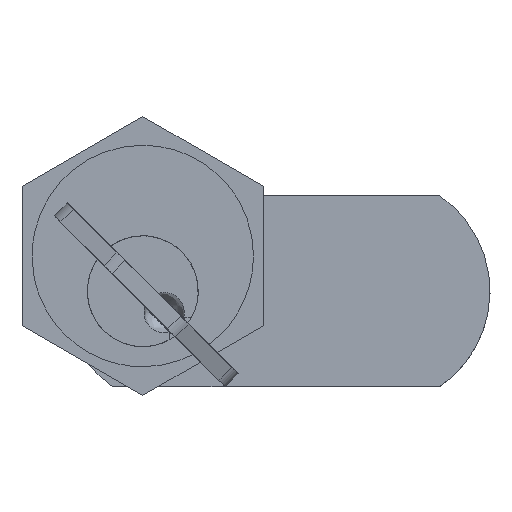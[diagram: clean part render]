
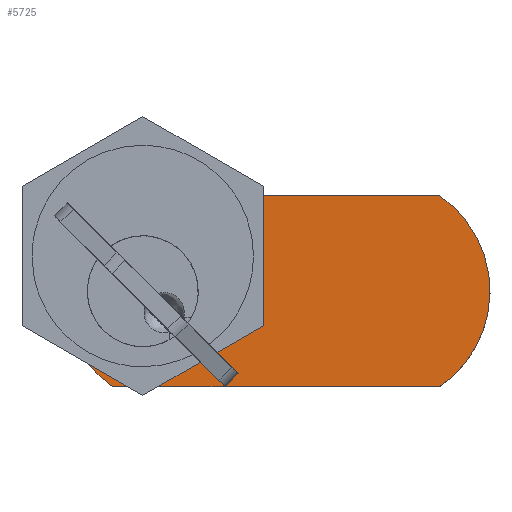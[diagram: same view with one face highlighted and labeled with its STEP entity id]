
A CAD part, front view. The second image highlights one B-rep face of the part: STEP entity #5725.
In plain terms, the highlighted free-form (B-spline) face has degree [1, 1] with [2, 2] control points.
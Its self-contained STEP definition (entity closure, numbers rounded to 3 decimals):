
#5636=CARTESIAN_POINT('',(68.176,-36.623,6.949));
#5637=CARTESIAN_POINT('',(68.176,10.123,6.949));
#5638=CARTESIAN_POINT('',(68.176,-36.623,-13.949));
#5639=CARTESIAN_POINT('',(68.176,10.123,-13.949));
#5640=B_SPLINE_SURFACE_WITH_KNOTS('',1,1,((#5636,#5638),(#5637,#5639)),.UNSPECIFIED.,.F.,.F.,.U.,(2,2),(2,2),(0.0,46.746),(0.0,20.898),.UNSPECIFIED.);
#5641=CARTESIAN_POINT('',(68.176,-29.481,6.));
#5642=VERTEX_POINT('',#5641);
#5643=CARTESIAN_POINT('',(68.176,-29.481,-13.0));
#5644=VERTEX_POINT('',#5643);
#5645=CARTESIAN_POINT('',(68.176,-29.481,6.));
#5646=CARTESIAN_POINT('',(68.176,-30.058,5.606));
#5647=CARTESIAN_POINT('',(68.176,-31.208,4.657));
#5648=CARTESIAN_POINT('',(68.176,-32.489,3.097));
#5649=CARTESIAN_POINT('',(68.176,-33.469,1.371));
#5650=CARTESIAN_POINT('',(68.176,-34.222,-0.625));
#5651=CARTESIAN_POINT('',(68.176,-34.568,-2.886));
#5652=CARTESIAN_POINT('',(68.176,-34.453,-4.9));
#5653=CARTESIAN_POINT('',(68.176,-34.133,-6.5));
#5654=CARTESIAN_POINT('',(68.176,-33.541,-8.272));
#5655=CARTESIAN_POINT('',(68.176,-32.448,-10.214));
#5656=CARTESIAN_POINT('',(68.176,-30.967,-11.872));
#5657=CARTESIAN_POINT('',(68.176,-29.938,-12.688));
#5658=CARTESIAN_POINT('',(68.176,-29.481,-13.0));
#5659=B_SPLINE_CURVE_WITH_KNOTS('',3,(#5645,#5646,#5647,#5648,#5649,#5650,#5651,#5652,#5653,#5654,#5655,#5656,#5657,#5658),.UNSPECIFIED.,.F.,.U.,(4,1,1,1,1,1,1,1,1,1,1,4),(0.,2.096,4.454,6.026,8.035,10.83,12.839,14.062,15.721,18.429,20.7,22.359),.UNSPECIFIED.);
#5660=EDGE_CURVE('',#5642,#5644,#5659,.T.);
#5661=ORIENTED_EDGE('',*,*,#5660,.F.);
#5662=CARTESIAN_POINT('',(68.176,2.981,6.));
#5663=VERTEX_POINT('',#5662);
#5664=CARTESIAN_POINT('',(68.176,2.981,6.));
#5665=CARTESIAN_POINT('',(68.176,-29.481,6.));
#5666=QUASI_UNIFORM_CURVE('',1,(#5664,#5665),.UNSPECIFIED.,.F.,.U.);
#5667=EDGE_CURVE('',#5663,#5642,#5666,.T.);
#5668=ORIENTED_EDGE('',*,*,#5667,.F.);
#5669=CARTESIAN_POINT('',(68.176,2.981,-13.0));
#5670=VERTEX_POINT('',#5669);
#5671=CARTESIAN_POINT('',(68.176,2.981,-13.0));
#5672=CARTESIAN_POINT('',(68.176,3.919,-12.361));
#5673=CARTESIAN_POINT('',(68.176,5.193,-11.18));
#5674=CARTESIAN_POINT('',(68.176,6.578,-9.156));
#5675=CARTESIAN_POINT('',(68.176,7.515,-7.108));
#5676=CARTESIAN_POINT('',(68.176,7.991,-4.901));
#5677=CARTESIAN_POINT('',(68.176,8.023,-2.828));
#5678=CARTESIAN_POINT('',(68.176,7.79,-1.092));
#5679=CARTESIAN_POINT('',(68.176,7.331,0.477));
#5680=CARTESIAN_POINT('',(68.176,6.657,1.965));
#5681=CARTESIAN_POINT('',(68.176,5.714,3.475));
#5682=CARTESIAN_POINT('',(68.176,4.467,4.872));
#5683=CARTESIAN_POINT('',(68.176,3.438,5.688));
#5684=CARTESIAN_POINT('',(68.176,2.981,6.));
#5685=B_SPLINE_CURVE_WITH_KNOTS('',3,(#5671,#5672,#5673,#5674,#5675,#5676,#5677,#5678,#5679,#5680,#5681,#5682,#5683,#5684),.UNSPECIFIED.,.F.,.U.,(4,1,1,1,1,1,1,1,1,1,1,4),(0.,3.406,5.153,7.337,10.131,11.878,13.538,15.372,16.769,18.429,20.7,22.359),.UNSPECIFIED.);
#5686=EDGE_CURVE('',#5670,#5663,#5685,.T.);
#5687=ORIENTED_EDGE('',*,*,#5686,.F.);
#5688=CARTESIAN_POINT('',(68.176,-29.481,-13.0));
#5689=CARTESIAN_POINT('',(68.176,2.981,-13.0));
#5690=QUASI_UNIFORM_CURVE('',1,(#5688,#5689),.UNSPECIFIED.,.F.,.U.);
#5691=EDGE_CURVE('',#5644,#5670,#5690,.T.);
#5692=ORIENTED_EDGE('',*,*,#5691,.F.);
#5693=EDGE_LOOP('',(#5661,#5668,#5687,#5692));
#5694=FACE_OUTER_BOUND('',#5693,.T.);
#5695=CARTESIAN_POINT('',(68.176,3.05,-0.45));
#5696=VERTEX_POINT('',#5695);
#5697=CARTESIAN_POINT('',(68.176,-3.05,-0.45));
#5698=VERTEX_POINT('',#5697);
#5699=CARTESIAN_POINT('',(68.176,3.05,-0.45));
#5700=CARTESIAN_POINT('',(68.176,-3.05,-0.45));
#5701=QUASI_UNIFORM_CURVE('',1,(#5699,#5700),.UNSPECIFIED.,.F.,.U.);
#5702=EDGE_CURVE('',#5696,#5698,#5701,.T.);
#5703=ORIENTED_EDGE('',*,*,#5702,.T.);
#5704=CARTESIAN_POINT('',(68.176,-3.05,-6.55));
#5705=VERTEX_POINT('',#5704);
#5706=CARTESIAN_POINT('',(68.176,-3.05,-0.45));
#5707=CARTESIAN_POINT('',(68.176,-3.05,-6.55));
#5708=QUASI_UNIFORM_CURVE('',1,(#5706,#5707),.UNSPECIFIED.,.F.,.U.);
#5709=EDGE_CURVE('',#5698,#5705,#5708,.T.);
#5710=ORIENTED_EDGE('',*,*,#5709,.T.);
#5711=CARTESIAN_POINT('',(68.176,3.05,-6.55));
#5712=VERTEX_POINT('',#5711);
#5713=CARTESIAN_POINT('',(68.176,-3.05,-6.55));
#5714=CARTESIAN_POINT('',(68.176,3.05,-6.55));
#5715=QUASI_UNIFORM_CURVE('',1,(#5713,#5714),.UNSPECIFIED.,.F.,.U.);
#5716=EDGE_CURVE('',#5705,#5712,#5715,.T.);
#5717=ORIENTED_EDGE('',*,*,#5716,.T.);
#5718=CARTESIAN_POINT('',(68.176,3.05,-6.55));
#5719=CARTESIAN_POINT('',(68.176,3.05,-0.45));
#5720=QUASI_UNIFORM_CURVE('',1,(#5718,#5719),.UNSPECIFIED.,.F.,.U.);
#5721=EDGE_CURVE('',#5712,#5696,#5720,.T.);
#5722=ORIENTED_EDGE('',*,*,#5721,.T.);
#5723=EDGE_LOOP('',(#5703,#5710,#5717,#5722));
#5724=FACE_BOUND('',#5723,.T.);
#5725=ADVANCED_FACE('',(#5694,#5724),#5640,.T.);
